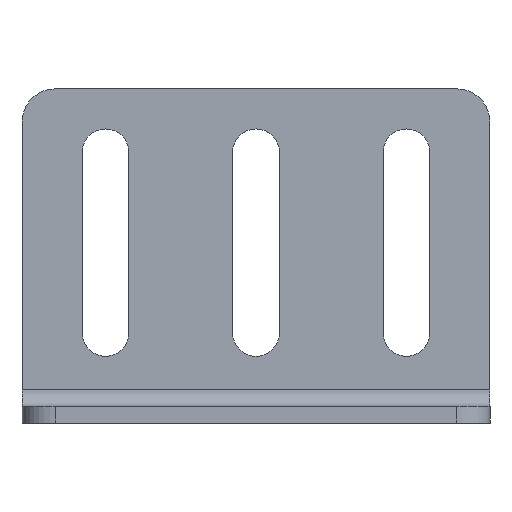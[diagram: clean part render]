
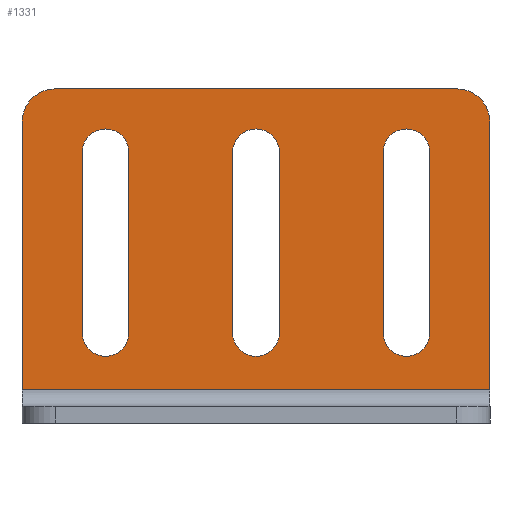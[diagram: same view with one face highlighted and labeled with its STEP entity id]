
A CAD part, front view. The second image highlights one B-rep face of the part: STEP entity #1331.
In plain terms, the highlighted planar face has unit normal (0, -1, 0).
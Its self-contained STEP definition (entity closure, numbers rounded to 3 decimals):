
#73=CARTESIAN_POINT('',(5.343,87.943,40.5));
#74=VERTEX_POINT('',#73);
#75=CARTESIAN_POINT('',(12.343,87.943,40.5));
#76=VERTEX_POINT('',#75);
#77=CARTESIAN_POINT('',(8.843,87.943,40.5));
#78=DIRECTION('',(0.0,1.0,0.0));
#79=DIRECTION('',(1.0,0.0,0.0));
#80=AXIS2_PLACEMENT_3D('',#77,#78,#79);
#81=CIRCLE('',#80,3.5);
#82=EDGE_CURVE('',#74,#76,#81,.T.);
#115=CARTESIAN_POINT('',(12.343,87.943,13.5));
#116=VERTEX_POINT('',#115);
#117=CARTESIAN_POINT('',(12.343,87.943,40.5));
#118=DIRECTION('',(0.0,0.0,-1.0));
#119=VECTOR('',#118,27.0);
#120=LINE('',#117,#119);
#121=EDGE_CURVE('',#76,#116,#120,.T.);
#146=CARTESIAN_POINT('',(5.343,87.943,13.5));
#147=VERTEX_POINT('',#146);
#148=CARTESIAN_POINT('',(8.843,87.943,13.5));
#149=DIRECTION('',(0.0,1.0,0.0));
#150=DIRECTION('',(-1.0,0.0,0.0));
#151=AXIS2_PLACEMENT_3D('',#148,#149,#150);
#152=CIRCLE('',#151,3.5);
#153=EDGE_CURVE('',#116,#147,#152,.T.);
#179=CARTESIAN_POINT('',(5.343,87.943,13.5));
#180=DIRECTION('',(0.0,0.0,1.0));
#181=VECTOR('',#180,27.0);
#182=LINE('',#179,#181);
#183=EDGE_CURVE('',#147,#74,#182,.T.);
#339=CARTESIAN_POINT('',(34.843,87.943,13.5));
#340=VERTEX_POINT('',#339);
#347=CARTESIAN_POINT('',(34.843,87.943,40.5));
#348=VERTEX_POINT('',#347);
#349=CARTESIAN_POINT('',(34.843,87.943,40.5));
#350=DIRECTION('',(0.0,0.0,-1.0));
#351=VECTOR('',#350,27.0);
#352=LINE('',#349,#351);
#353=EDGE_CURVE('',#348,#340,#352,.T.);
#379=CARTESIAN_POINT('',(27.843,87.943,40.5));
#380=VERTEX_POINT('',#379);
#381=CARTESIAN_POINT('',(31.343,87.943,40.5));
#382=DIRECTION('',(0.0,1.0,0.0));
#383=DIRECTION('',(1.0,0.0,0.0));
#384=AXIS2_PLACEMENT_3D('',#381,#382,#383);
#385=CIRCLE('',#384,3.5);
#386=EDGE_CURVE('',#380,#348,#385,.T.);
#411=CARTESIAN_POINT('',(27.843,87.943,13.5));
#412=VERTEX_POINT('',#411);
#413=CARTESIAN_POINT('',(27.843,87.943,13.5));
#414=DIRECTION('',(0.0,0.0,1.0));
#415=VECTOR('',#414,27.0);
#416=LINE('',#413,#415);
#417=EDGE_CURVE('',#412,#380,#416,.T.);
#441=CARTESIAN_POINT('',(31.343,87.943,13.5));
#442=DIRECTION('',(0.0,1.0,0.0));
#443=DIRECTION('',(-1.0,0.0,0.0));
#444=AXIS2_PLACEMENT_3D('',#441,#442,#443);
#445=CIRCLE('',#444,3.5);
#446=EDGE_CURVE('',#340,#412,#445,.T.);
#468=CARTESIAN_POINT('',(-10.157,87.943,40.5));
#469=VERTEX_POINT('',#468);
#476=CARTESIAN_POINT('',(-17.157,87.943,40.5));
#477=VERTEX_POINT('',#476);
#478=CARTESIAN_POINT('',(-13.657,87.943,40.5));
#479=DIRECTION('',(0.0,1.0,0.0));
#480=DIRECTION('',(-1.0,0.0,0.0));
#481=AXIS2_PLACEMENT_3D('',#478,#479,#480);
#482=CIRCLE('',#481,3.5);
#483=EDGE_CURVE('',#477,#469,#482,.T.);
#508=CARTESIAN_POINT('',(-17.157,87.943,13.5));
#509=VERTEX_POINT('',#508);
#510=CARTESIAN_POINT('',(-17.157,87.943,13.5));
#511=DIRECTION('',(0.0,0.0,1.0));
#512=VECTOR('',#511,27.0);
#513=LINE('',#510,#512);
#514=EDGE_CURVE('',#509,#477,#513,.T.);
#540=CARTESIAN_POINT('',(-10.157,87.943,13.5));
#541=VERTEX_POINT('',#540);
#542=CARTESIAN_POINT('',(-13.657,87.943,13.5));
#543=DIRECTION('',(0.0,1.0,0.0));
#544=DIRECTION('',(1.0,0.0,0.0));
#545=AXIS2_PLACEMENT_3D('',#542,#543,#544);
#546=CIRCLE('',#545,3.5);
#547=EDGE_CURVE('',#541,#509,#546,.T.);
#570=CARTESIAN_POINT('',(-10.157,87.943,40.5));
#571=DIRECTION('',(0.0,0.0,-1.0));
#572=VECTOR('',#571,27.0);
#573=LINE('',#570,#572);
#574=EDGE_CURVE('',#469,#541,#573,.T.);
#841=CARTESIAN_POINT('',(-26.157,87.943,45.0));
#842=VERTEX_POINT('',#841);
#843=CARTESIAN_POINT('',(-21.157,87.943,50.0));
#844=VERTEX_POINT('',#843);
#845=CARTESIAN_POINT('',(-21.157,87.943,45.0));
#846=DIRECTION('',(0.0,1.,0.0));
#847=DIRECTION('',(-0.707,0.0,0.707));
#848=AXIS2_PLACEMENT_3D('',#845,#846,#847);
#849=CIRCLE('',#848,5.);
#850=EDGE_CURVE('',#842,#844,#849,.T.);
#925=CARTESIAN_POINT('',(-26.157,87.943,5.));
#926=VERTEX_POINT('',#925);
#934=CARTESIAN_POINT('',(-26.157,87.943,5.0));
#935=DIRECTION('',(0.0,0.0,1.0));
#936=VECTOR('',#935,40.0);
#937=LINE('',#934,#936);
#938=EDGE_CURVE('',#926,#842,#937,.T.);
#1123=CARTESIAN_POINT('',(38.843,87.943,50.0));
#1124=VERTEX_POINT('',#1123);
#1125=CARTESIAN_POINT('',(43.843,87.943,45.0));
#1126=VERTEX_POINT('',#1125);
#1127=CARTESIAN_POINT('',(38.843,87.943,45.0));
#1128=DIRECTION('',(0.0,1.,0.0));
#1129=DIRECTION('',(0.707,0.0,0.707));
#1130=AXIS2_PLACEMENT_3D('',#1127,#1128,#1129);
#1131=CIRCLE('',#1130,5.);
#1132=EDGE_CURVE('',#1124,#1126,#1131,.T.);
#1156=CARTESIAN_POINT('',(43.843,87.943,5.));
#1157=VERTEX_POINT('',#1156);
#1158=CARTESIAN_POINT('',(43.843,87.943,45.0));
#1159=DIRECTION('',(0.0,0.0,-1.0));
#1160=VECTOR('',#1159,40.0);
#1161=LINE('',#1158,#1160);
#1162=EDGE_CURVE('',#1126,#1157,#1161,.T.);
#1222=CARTESIAN_POINT('',(-26.157,87.943,5.0));
#1223=DIRECTION('',(1.0,0.0,0.0));
#1224=VECTOR('',#1223,70.0);
#1225=LINE('',#1222,#1224);
#1226=EDGE_CURVE('',#926,#1157,#1225,.T.);
#1289=CARTESIAN_POINT('',(-21.157,87.943,50.0));
#1290=DIRECTION('',(1.0,0.0,0.0));
#1291=VECTOR('',#1290,60.);
#1292=LINE('',#1289,#1291);
#1293=EDGE_CURVE('',#844,#1124,#1292,.T.);
#1300=CARTESIAN_POINT('',(8.843,87.943,26.25));
#1301=DIRECTION('',(0.0,1.0,0.0));
#1302=DIRECTION('',(0.0,0.0,1.0));
#1303=AXIS2_PLACEMENT_3D('',#1300,#1301,#1302);
#1304=PLANE('',#1303);
#1305=ORIENTED_EDGE('',*,*,#850,.F.);
#1306=ORIENTED_EDGE('',*,*,#938,.F.);
#1307=ORIENTED_EDGE('',*,*,#1226,.T.);
#1308=ORIENTED_EDGE('',*,*,#1162,.F.);
#1309=ORIENTED_EDGE('',*,*,#1132,.F.);
#1310=ORIENTED_EDGE('',*,*,#1293,.F.);
#1311=EDGE_LOOP('',(#1305,#1306,#1307,#1308,#1309,#1310));
#1312=FACE_OUTER_BOUND('',#1311,.T.);
#1313=ORIENTED_EDGE('',*,*,#82,.T.);
#1314=ORIENTED_EDGE('',*,*,#121,.T.);
#1315=ORIENTED_EDGE('',*,*,#153,.T.);
#1316=ORIENTED_EDGE('',*,*,#183,.T.);
#1317=EDGE_LOOP('',(#1313,#1314,#1315,#1316));
#1318=FACE_BOUND('',#1317,.T.);
#1319=ORIENTED_EDGE('',*,*,#417,.T.);
#1320=ORIENTED_EDGE('',*,*,#386,.T.);
#1321=ORIENTED_EDGE('',*,*,#353,.T.);
#1322=ORIENTED_EDGE('',*,*,#446,.T.);
#1323=EDGE_LOOP('',(#1319,#1320,#1321,#1322));
#1324=FACE_BOUND('',#1323,.T.);
#1325=ORIENTED_EDGE('',*,*,#547,.T.);
#1326=ORIENTED_EDGE('',*,*,#514,.T.);
#1327=ORIENTED_EDGE('',*,*,#483,.T.);
#1328=ORIENTED_EDGE('',*,*,#574,.T.);
#1329=EDGE_LOOP('',(#1325,#1326,#1327,#1328));
#1330=FACE_BOUND('',#1329,.T.);
#1331=ADVANCED_FACE('',(#1312,#1318,#1324,#1330),#1304,.F.);
